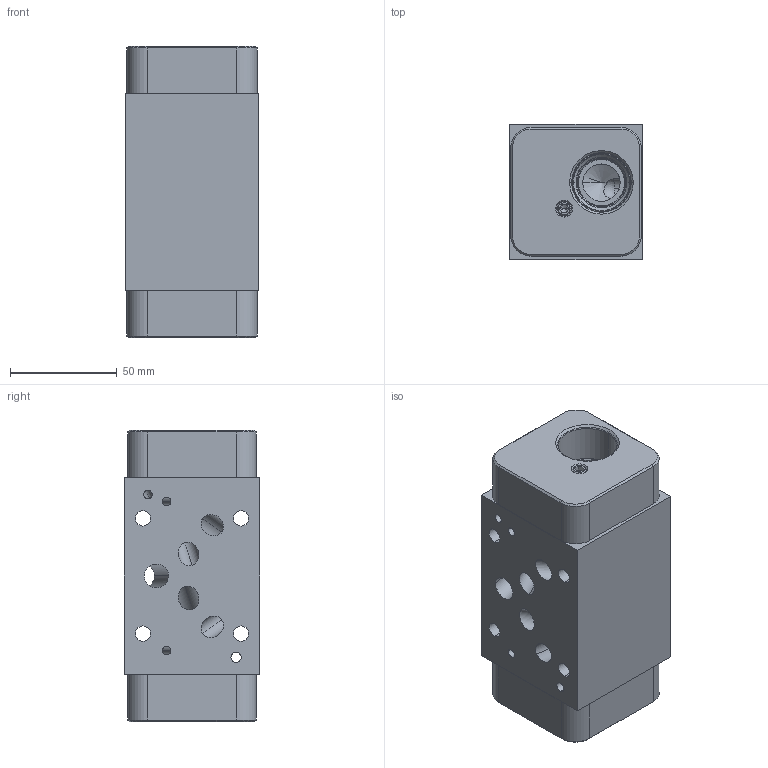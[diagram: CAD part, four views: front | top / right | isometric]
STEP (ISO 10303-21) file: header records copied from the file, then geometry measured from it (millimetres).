
FILE_DESCRIPTION((''),'2;1');
FILE_NAME('BJY_ASM','2019-09-05T',('ProEService'),(''),'PRO/ENGINEER BY PARAMETRIC TECHNOLOGY CORPORATION, 2014200','PRO/ENGINEER BY PARAMETRIC TECHNOLOGY CORPORATION, 2014200','');
FILE_SCHEMA(('CONFIG_CONTROL_DESIGN'));
Length unit declared in the file: inch
Products named in the file (3): 150-702; 340-001; BJY_ASM
Assembly tree (3 placements, depth 2):
  BJY_ASM
    150-702
    340-001  x2
Bounding box: 61.93 x 63.5 x 136.53 mm (x, y, z)
Volume: 421754.5 mm3; surface area: 70835.3 mm2
Topology: 3 solids, 3 shells, 240 faces, 916 edges, 839 vertices
Faces by surface type: cylinder 100, cone 66, plane 56, sphere 10, torus 8
Entity records: 12012 total; most frequent: CARTESIAN_POINT 5258, DIRECTION 1346, ORIENTED_EDGE 1110, EDGE_CURVE 555, VECTOR 512, LINE 512, AXIS2_PLACEMENT_3D 417, VERTEX_POINT 348
